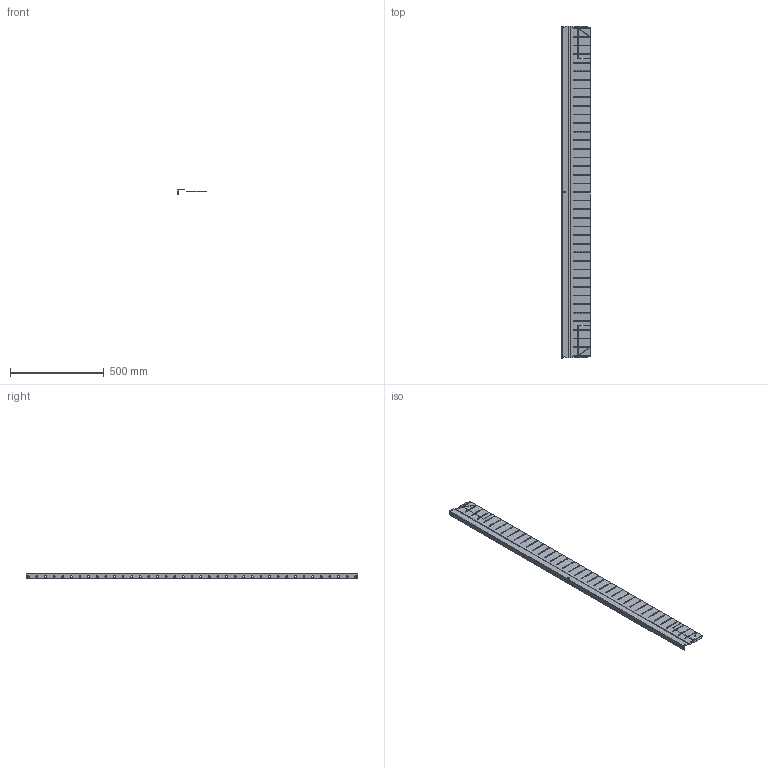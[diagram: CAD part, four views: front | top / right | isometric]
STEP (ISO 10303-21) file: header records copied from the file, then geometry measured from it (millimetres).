
FILE_DESCRIPTION (( 'STEP AP214' ), '1' );
FILE_NAME ('c_il046039-g_3d.STEP', '2019-08-23T05:41:16', ( '' ), ( '' ), 'SwSTEP 2.0', 'SolidWorks 2019', '' );
FILE_SCHEMA (( 'AUTOMOTIVE_DESIGN' ));
Length unit declared in the file: millimetre
Products named in the file (1): c_il046039-g_3d
Bounding box: 150 x 1772 x 25 mm (x, y, z)
Volume: 445886.2 mm3; surface area: 619637.5 mm2
Topology: 1 solids, 1 shells, 1046 faces, 3132 edges, 2088 vertices
Faces by surface type: cylinder 948, plane 98
Entity records: 38354 total; most frequent: DIRECTION 7122, CARTESIAN_POINT 6267, ORIENTED_EDGE 6264, EDGE_CURVE 3132, AXIS2_PLACEMENT_3D 2943, VERTEX_POINT 2088, EDGE_LOOP 2020, CIRCLE 1896
